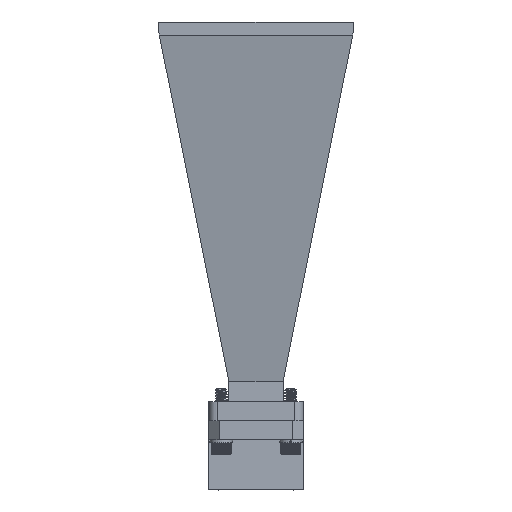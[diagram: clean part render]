
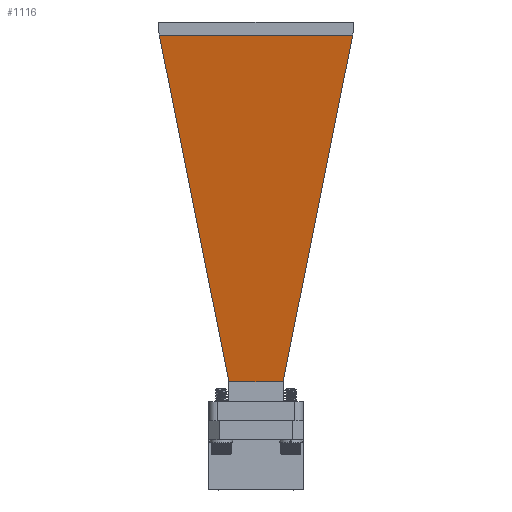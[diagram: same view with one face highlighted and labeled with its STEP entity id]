
A CAD part, front view. The second image highlights one B-rep face of the part: STEP entity #1116.
In plain terms, the highlighted face is planar.
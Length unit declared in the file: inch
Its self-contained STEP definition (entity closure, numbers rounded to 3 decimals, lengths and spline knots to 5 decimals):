
#1116 = ADVANCED_FACE ( 'NONE', ( #6472 ), #3970, .T. ) ;
#1354 = VECTOR ( 'NONE', #9120, 39.37008 ) ;
#2325 = DIRECTION ( 'NONE',  ( 0.156, -0.194, -0.968 ) ) ;
#2678 = CARTESIAN_POINT ( 'NONE',  ( -0.16374, -0.24904, 1.9622 ) ) ;
#2709 = CARTESIAN_POINT ( 'NONE',  ( -0.16374, -0.24904, 1.9622 ) ) ;
#3200 = EDGE_CURVE ( 'NONE', #10229, #3658, #8977, .T. ) ;
#3658 = VERTEX_POINT ( 'NONE', #11215 ) ;
#3970 = PLANE ( 'NONE',  #6588 ) ;
#4143 = VECTOR ( 'NONE', #14803, 39.37008 ) ;
#5854 = VERTEX_POINT ( 'NONE', #2709 ) ;
#5995 = LINE ( 'NONE', #12918, #13421 ) ;
#6187 = EDGE_CURVE ( 'NONE', #14782, #5854, #11141, .T. ) ;
#6472 = FACE_OUTER_BOUND ( 'NONE', #12208, .T. ) ;
#6588 = AXIS2_PLACEMENT_3D ( 'NONE', #9085, #7805, #11257 ) ;
#6772 = ORIENTED_EDGE ( 'NONE', *, *, #6187, .T. ) ;
#7200 = CARTESIAN_POINT ( 'NONE',  ( -0.67683, -0.88713, 5.14442 ) ) ;
#7805 = DIRECTION ( 'NONE',  ( -0.987, 0., -0.159 ) ) ;
#8030 = DIRECTION ( 'NONE',  ( 0., 1., 0. ) ) ;
#8977 = LINE ( 'NONE', #13821, #9809 ) ;
#9085 = CARTESIAN_POINT ( 'NONE',  ( -0.42862, 0., 3.60497 ) ) ;
#9120 = DIRECTION ( 'NONE',  ( -0.156, -0.194, 0.968 ) ) ;
#9809 = VECTOR ( 'NONE', #8030, 39.37008 ) ;
#10229 = VERTEX_POINT ( 'NONE', #7200 ) ;
#11141 = LINE ( 'NONE', #16054, #4143 ) ;
#11215 = CARTESIAN_POINT ( 'NONE',  ( -0.67683, 0.88713, 5.14442 ) ) ;
#11257 = DIRECTION ( 'NONE',  ( -0.159, 0., 0.987 ) ) ;
#11554 = EDGE_CURVE ( 'NONE', #5854, #10229, #12800, .T. ) ;
#12018 = ORIENTED_EDGE ( 'NONE', *, *, #11554, .T. ) ;
#12208 = EDGE_LOOP ( 'NONE', ( #6772, #12018, #13995, #14517 ) ) ;
#12800 = LINE ( 'NONE', #2678, #1354 ) ;
#12918 = CARTESIAN_POINT ( 'NONE',  ( -0.67683, 0.88713, 5.14442 ) ) ;
#13421 = VECTOR ( 'NONE', #2325, 39.37008 ) ;
#13821 = CARTESIAN_POINT ( 'NONE',  ( -0.67683, 0., 5.14442 ) ) ;
#13995 = ORIENTED_EDGE ( 'NONE', *, *, #3200, .T. ) ;
#14517 = ORIENTED_EDGE ( 'NONE', *, *, #16195, .T. ) ;
#14782 = VERTEX_POINT ( 'NONE', #14997 ) ;
#14803 = DIRECTION ( 'NONE',  ( 0., -1., 0. ) ) ;
#14997 = CARTESIAN_POINT ( 'NONE',  ( -0.16374, 0.24904, 1.9622 ) ) ;
#16054 = CARTESIAN_POINT ( 'NONE',  ( -0.16374, 0., 1.9622 ) ) ;
#16195 = EDGE_CURVE ( 'NONE', #3658, #14782, #5995, .T. ) ;
